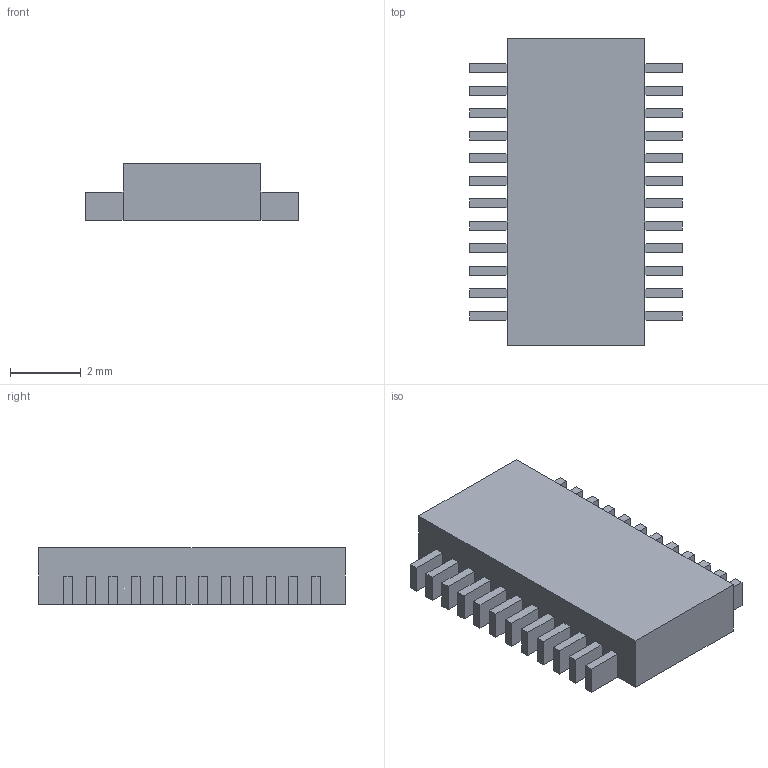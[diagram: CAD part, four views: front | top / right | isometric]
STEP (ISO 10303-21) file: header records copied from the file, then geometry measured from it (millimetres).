
FILE_DESCRIPTION(('FreeCAD Model'),'2;1');
FILE_NAME('Open CASCADE Shape Model','2024-01-09T08:51:54',(''),(''), 'Open CASCADE STEP processor 7.6','FreeCAD','Unknown');
FILE_SCHEMA(('AUTOMOTIVE_DESIGN { 1 0 10303 214 1 1 1 1 }'));
Length unit declared in the file: millimetre
Products named in the file (4): Part; 立方体; Array; 立方体001
Assembly tree (26 placements, depth 3):
  Part
    立方体
    Array
      立方体001  x24
Bounding box: 6 x 8.64 x 1.6 mm (x, y, z)
Volume: 58.8 mm3; surface area: 170.1 mm2
Topology: 25 solids, 25 shells, 150 faces, 300 edges, 200 vertices
Faces by surface type: plane 150
Entity records: 388 total; most frequent: CARTESIAN_POINT 40, ORIENTED_EDGE 36, AXIS2_PLACEMENT_3D 35, PRODUCT_DEFINITION_SHAPE 30, CONTEXT_DEPENDENT_SHAPE_REPRESENTATION 26, ITEM_DEFINED_TRANSFORMATION 26, NEXT_ASSEMBLY_USAGE_OCCURRENCE 26, EDGE_CURVE 24
